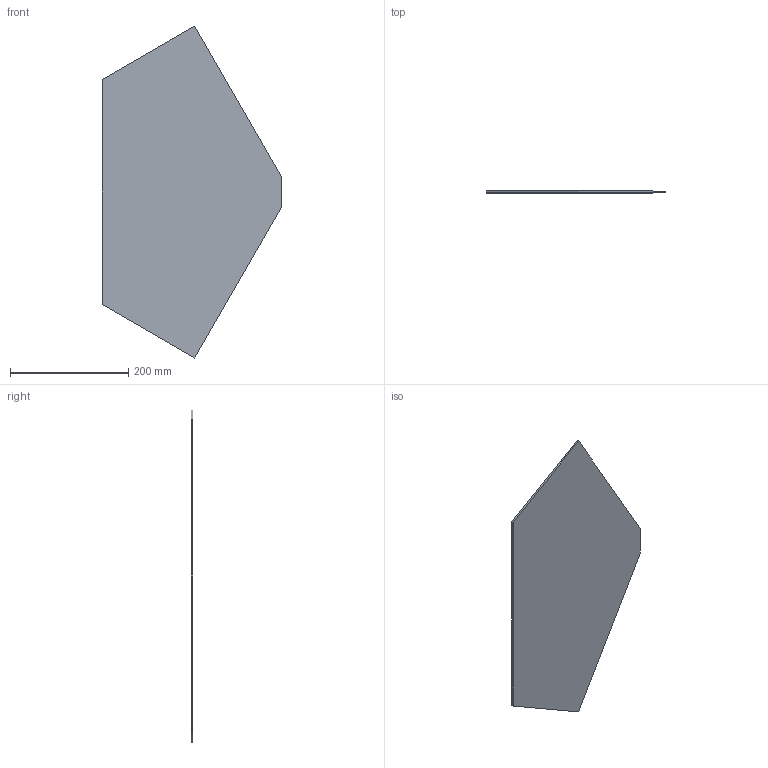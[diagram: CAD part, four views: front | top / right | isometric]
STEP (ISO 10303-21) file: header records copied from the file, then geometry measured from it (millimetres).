
FILE_DESCRIPTION(/* description */ (''),/* implementation_level */ '2;1');
FILE_NAME(/* name */ 'GE-17286-01_5.stp',/* time_stamp */ '2017-01-08T13:46:20-05:00',/* author */ ('jeff1'),/* organization */ (''),/* preprocessor_version */ 'ST-DEVELOPER v16.5',/* originating_system */ 'Autodesk Inventor 2017',/* authorisation */ '');
FILE_SCHEMA (('AUTOMOTIVE_DESIGN { 1 0 10303 214 3 1 1 }'));
Length unit declared in the file: inch
Products named in the file (1): GE-17286-01_5
Bounding box: 304.8 x 3.17 x 562.41 mm (x, y, z)
Volume: 379071.8 mm3; surface area: 243184 mm2
Topology: 1 solids, 1 shells, 8 faces, 18 edges, 12 vertices
Faces by surface type: plane 8
Entity records: 254 total; most frequent: CARTESIAN_POINT 39, ORIENTED_EDGE 36, DIRECTION 36, LINE 18, VECTOR 18, EDGE_CURVE 18, VERTEX_POINT 12, AXIS2_PLACEMENT_3D 9
